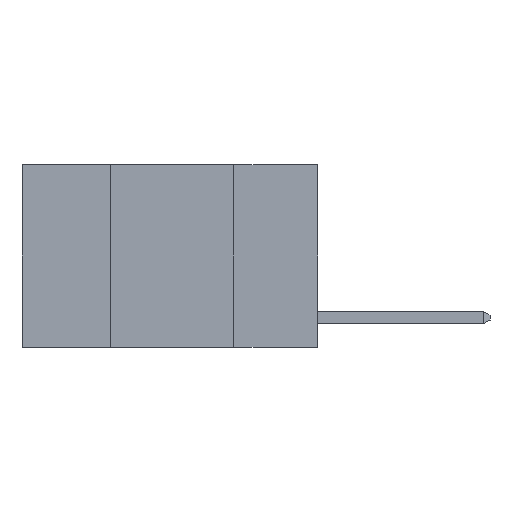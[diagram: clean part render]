
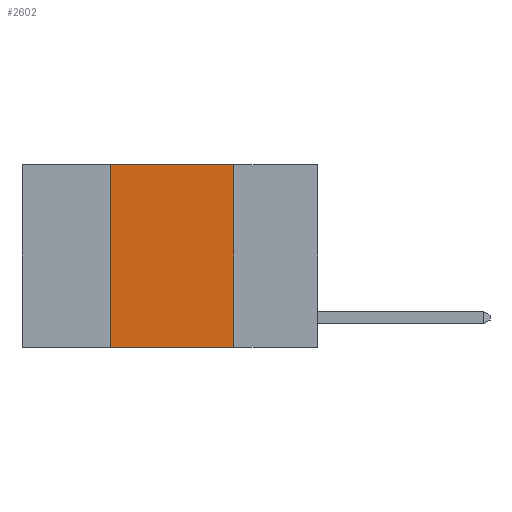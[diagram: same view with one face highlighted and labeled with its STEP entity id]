
A CAD part, left-side view. The second image highlights one B-rep face of the part: STEP entity #2602.
In plain terms, the highlighted planar face has unit normal (-1, 0, 0).
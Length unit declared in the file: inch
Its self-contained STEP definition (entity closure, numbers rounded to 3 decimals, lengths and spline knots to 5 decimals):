
#319 = CARTESIAN_POINT ( 'NONE',  ( 0., 0.42, -0.37 ) ) ;
#973 = CARTESIAN_POINT ( 'NONE',  ( 0., 0.6, 0. ) ) ;
#1464 = VERTEX_POINT ( 'NONE', #2148 ) ;
#1531 = LINE ( 'NONE', #6709, #3448 ) ;
#1645 = ORIENTED_EDGE ( 'NONE', *, *, #6150, .F. ) ;
#2148 = CARTESIAN_POINT ( 'NONE',  ( 0., 0.17, -0.37 ) ) ;
#2406 = CARTESIAN_POINT ( 'NONE',  ( 0., 0.17, 0. ) ) ;
#2553 = EDGE_CURVE ( 'NONE', #4178, #1464, #4634, .T. ) ;
#2602 = ADVANCED_FACE ( 'NONE', ( #9593 ), #2813, .F. ) ;
#2659 = DIRECTION ( 'NONE',  ( 0., -1., 0. ) ) ;
#2754 = CARTESIAN_POINT ( 'NONE',  ( 0., 0.6, -0.37 ) ) ;
#2813 = PLANE ( 'NONE',  #8410 ) ;
#2951 = DIRECTION ( 'NONE',  ( 0., -1., 0. ) ) ;
#3397 = CARTESIAN_POINT ( 'NONE',  ( 0., 0.17, 0. ) ) ;
#3448 = VECTOR ( 'NONE', #2951, 39.37008 ) ;
#3522 = LINE ( 'NONE', #3397, #8847 ) ;
#3713 = EDGE_CURVE ( 'NONE', #5041, #8454, #1531, .T. ) ;
#4178 = VERTEX_POINT ( 'NONE', #319 ) ;
#4300 = DIRECTION ( 'NONE',  ( 0., 0., 1. ) ) ;
#4456 = DIRECTION ( 'NONE',  ( 0., 0., -1. ) ) ;
#4507 = VECTOR ( 'NONE', #4300, 39.37008 ) ;
#4584 = EDGE_LOOP ( 'NONE', ( #1645, #7703, #5602, #9307 ) ) ;
#4634 = LINE ( 'NONE', #2754, #8416 ) ;
#5041 = VERTEX_POINT ( 'NONE', #8982 ) ;
#5055 = CARTESIAN_POINT ( 'NONE',  ( 0., 0.42, 0. ) ) ;
#5602 = ORIENTED_EDGE ( 'NONE', *, *, #7090, .F. ) ;
#6150 = EDGE_CURVE ( 'NONE', #8454, #1464, #3522, .T. ) ;
#6709 = CARTESIAN_POINT ( 'NONE',  ( 0., 0.6, 0. ) ) ;
#7090 = EDGE_CURVE ( 'NONE', #4178, #5041, #8290, .T. ) ;
#7703 = ORIENTED_EDGE ( 'NONE', *, *, #3713, .F. ) ;
#7980 = DIRECTION ( 'NONE',  ( 1., 0., 0. ) ) ;
#8290 = LINE ( 'NONE', #5055, #4507 ) ;
#8410 = AXIS2_PLACEMENT_3D ( 'NONE', #973, #7980, #4456 ) ;
#8416 = VECTOR ( 'NONE', #2659, 39.37008 ) ;
#8454 = VERTEX_POINT ( 'NONE', #2406 ) ;
#8497 = DIRECTION ( 'NONE',  ( 0., 0., -1. ) ) ;
#8847 = VECTOR ( 'NONE', #8497, 39.37008 ) ;
#8982 = CARTESIAN_POINT ( 'NONE',  ( 0., 0.42, 0. ) ) ;
#9307 = ORIENTED_EDGE ( 'NONE', *, *, #2553, .T. ) ;
#9593 = FACE_OUTER_BOUND ( 'NONE', #4584, .T. ) ;
